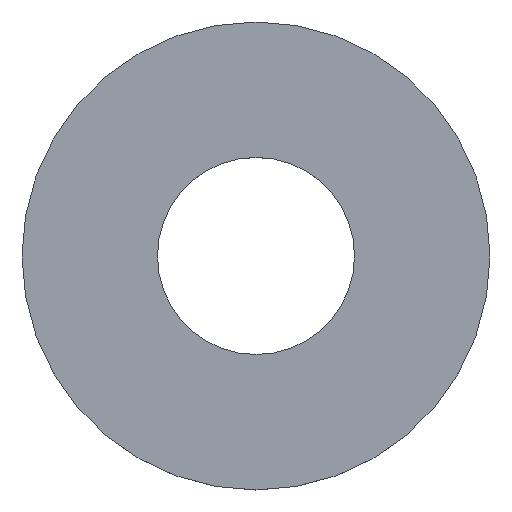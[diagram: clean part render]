
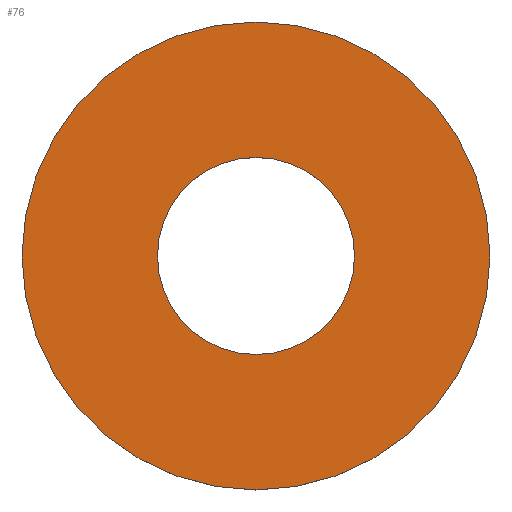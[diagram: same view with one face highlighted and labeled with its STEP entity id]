
A CAD part, top view. The second image highlights one B-rep face of the part: STEP entity #76.
In plain terms, the highlighted planar face has unit normal (0, 0, 1).
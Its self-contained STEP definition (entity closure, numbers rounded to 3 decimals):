
#5 = CARTESIAN_POINT ( 'NONE',  ( 0., 0., 0.3 ) ) ;
#6 = DIRECTION ( 'NONE',  ( 0., 0., 1. ) ) ;
#7 = CARTESIAN_POINT ( 'NONE',  ( 0., 0., 0.3 ) ) ;
#19 = CIRCLE ( 'NONE', #142, 3.8 ) ;
#20 = DIRECTION ( 'NONE',  ( 1., 0., 0. ) ) ;
#36 = DIRECTION ( 'NONE',  ( 1., 0., 0. ) ) ;
#39 = VERTEX_POINT ( 'NONE', #152 ) ;
#42 = AXIS2_PLACEMENT_3D ( 'NONE', #137, #193, #36 ) ;
#56 = VERTEX_POINT ( 'NONE', #185 ) ;
#57 = EDGE_LOOP ( 'NONE', ( #146, #180 ) ) ;
#60 = EDGE_LOOP ( 'NONE', ( #214, #210 ) ) ;
#62 = EDGE_CURVE ( 'NONE', #39, #184, #19, .T. ) ;
#64 = CARTESIAN_POINT ( 'NONE',  ( -1.6, 0., 0.3 ) ) ;
#68 = DIRECTION ( 'NONE',  ( 1., 0., 0. ) ) ;
#76 = ADVANCED_FACE ( 'NONE', ( #187, #115 ), #188, .T. ) ;
#84 = CIRCLE ( 'NONE', #209, 1.6 ) ;
#88 = EDGE_CURVE ( 'NONE', #103, #56, #166, .T. ) ;
#93 = CARTESIAN_POINT ( 'NONE',  ( 0., 0., 0.3 ) ) ;
#103 = VERTEX_POINT ( 'NONE', #64 ) ;
#108 = EDGE_CURVE ( 'NONE', #184, #39, #176, .T. ) ;
#111 = DIRECTION ( 'NONE',  ( 1., 0., 0. ) ) ;
#115 = FACE_BOUND ( 'NONE', #60, .T. ) ;
#119 = DIRECTION ( 'NONE',  ( 1., 0., 0. ) ) ;
#120 = DIRECTION ( 'NONE',  ( 0., 0., 1. ) ) ;
#122 = CARTESIAN_POINT ( 'NONE',  ( -3.8, 0., 0.3 ) ) ;
#132 = DIRECTION ( 'NONE',  ( 0., 0., 1. ) ) ;
#137 = CARTESIAN_POINT ( 'NONE',  ( 0., 0., 0.3 ) ) ;
#139 = DIRECTION ( 'NONE',  ( 0., 0., 1. ) ) ;
#140 = EDGE_CURVE ( 'NONE', #56, #103, #84, .T. ) ;
#142 = AXIS2_PLACEMENT_3D ( 'NONE', #154, #132, #111 ) ;
#146 = ORIENTED_EDGE ( 'NONE', *, *, #108, .T. ) ;
#152 = CARTESIAN_POINT ( 'NONE',  ( 3.8, 0., 0.3 ) ) ;
#154 = CARTESIAN_POINT ( 'NONE',  ( 0., 0., 0.3 ) ) ;
#166 = CIRCLE ( 'NONE', #42, 1.6 ) ;
#176 = CIRCLE ( 'NONE', #202, 3.8 ) ;
#180 = ORIENTED_EDGE ( 'NONE', *, *, #62, .T. ) ;
#184 = VERTEX_POINT ( 'NONE', #122 ) ;
#185 = CARTESIAN_POINT ( 'NONE',  ( 1.6, 0., 0.3 ) ) ;
#187 = FACE_OUTER_BOUND ( 'NONE', #57, .T. ) ;
#188 = PLANE ( 'NONE',  #190 ) ;
#190 = AXIS2_PLACEMENT_3D ( 'NONE', #93, #139, #20 ) ;
#193 = DIRECTION ( 'NONE',  ( 0., 0., 1. ) ) ;
#202 = AXIS2_PLACEMENT_3D ( 'NONE', #5, #120, #119 ) ;
#209 = AXIS2_PLACEMENT_3D ( 'NONE', #7, #6, #68 ) ;
#210 = ORIENTED_EDGE ( 'NONE', *, *, #140, .F. ) ;
#214 = ORIENTED_EDGE ( 'NONE', *, *, #88, .F. ) ;
